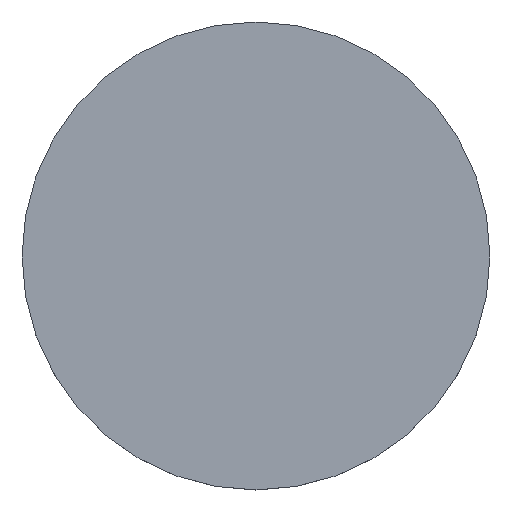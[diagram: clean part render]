
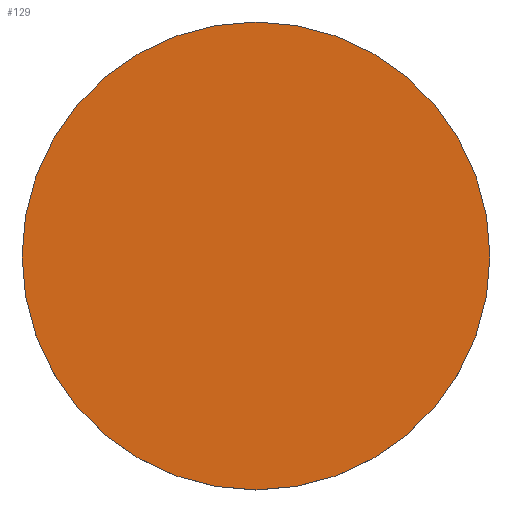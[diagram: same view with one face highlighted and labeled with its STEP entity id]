
A CAD part, top view. The second image highlights one B-rep face of the part: STEP entity #129.
In plain terms, the highlighted planar face has unit normal (0, 0, 1).
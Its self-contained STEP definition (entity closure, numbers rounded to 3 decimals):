
#11 = CIRCLE ( 'NONE', #43, 25. ) ;
#43 = AXIS2_PLACEMENT_3D ( 'NONE', #94, #82, #72 ) ;
#45 = PLANE ( 'NONE',  #160 ) ;
#47 = CARTESIAN_POINT ( 'NONE',  ( -25., 0., 1.65 ) ) ;
#49 = DIRECTION ( 'NONE',  ( 1., 0., 0. ) ) ;
#72 = DIRECTION ( 'NONE',  ( 1., 0., 0. ) ) ;
#74 = DIRECTION ( 'NONE',  ( 0., 0., 1. ) ) ;
#82 = DIRECTION ( 'NONE',  ( 0., 0., 1. ) ) ;
#83 = DIRECTION ( 'NONE',  ( 0., 0., 1. ) ) ;
#94 = CARTESIAN_POINT ( 'NONE',  ( 0., 0., 1.65 ) ) ;
#99 = VERTEX_POINT ( 'NONE', #121 ) ;
#107 = CARTESIAN_POINT ( 'NONE',  ( 0., 0., 1.65 ) ) ;
#113 = EDGE_CURVE ( 'NONE', #99, #117, #168, .T. ) ;
#114 = FACE_OUTER_BOUND ( 'NONE', #147, .T. ) ;
#117 = VERTEX_POINT ( 'NONE', #47 ) ;
#121 = CARTESIAN_POINT ( 'NONE',  ( 25., 0., 1.65 ) ) ;
#129 = ADVANCED_FACE ( 'NONE', ( #114 ), #45, .T. ) ;
#134 = DIRECTION ( 'NONE',  ( 1., 0., 0. ) ) ;
#144 = CARTESIAN_POINT ( 'NONE',  ( 0., 0., 1.65 ) ) ;
#147 = EDGE_LOOP ( 'NONE', ( #156, #162 ) ) ;
#156 = ORIENTED_EDGE ( 'NONE', *, *, #169, .T. ) ;
#160 = AXIS2_PLACEMENT_3D ( 'NONE', #107, #83, #134 ) ;
#162 = ORIENTED_EDGE ( 'NONE', *, *, #113, .T. ) ;
#163 = AXIS2_PLACEMENT_3D ( 'NONE', #144, #74, #49 ) ;
#168 = CIRCLE ( 'NONE', #163, 25. ) ;
#169 = EDGE_CURVE ( 'NONE', #117, #99, #11, .T. ) ;
